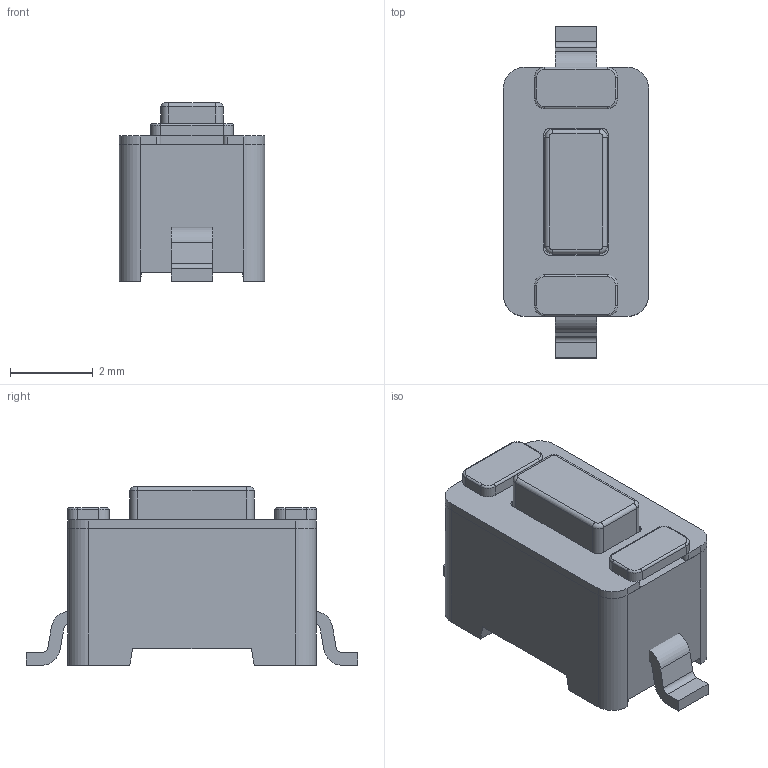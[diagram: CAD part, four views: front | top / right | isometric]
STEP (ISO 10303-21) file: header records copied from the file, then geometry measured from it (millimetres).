
FILE_DESCRIPTION(('STEP AP214'), '1');
FILE_NAME('tactile_switch_6x3.5', '2019-03-10T23:52:17', ('Nobody'), (''), 'ASCON STEP Converter 1.3', 'ASCON Math Kernel', '');
FILE_SCHEMA(('AUTOMOTIVE_DESIGN { 1 0 10303 214 3 1 1}'));
Length unit declared in the file: millimetre
Bounding box: 3.5 x 8 x 4.3 mm (x, y, z)
Volume: 67.6 mm3; surface area: 193.4 mm2
Topology: 5 solids, 5 shells, 152 faces, 388 edges, 254 vertices
Faces by surface type: plane 92, cylinder 48, torus 12
Entity records: 5859 total; most frequent: DIRECTION 802, CARTESIAN_POINT 785, ORIENTED_EDGE 760, EDGE_CURVE 380, LINE 280, VECTOR 280, AXIS2_PLACEMENT_3D 261, VERTEX_POINT 244
